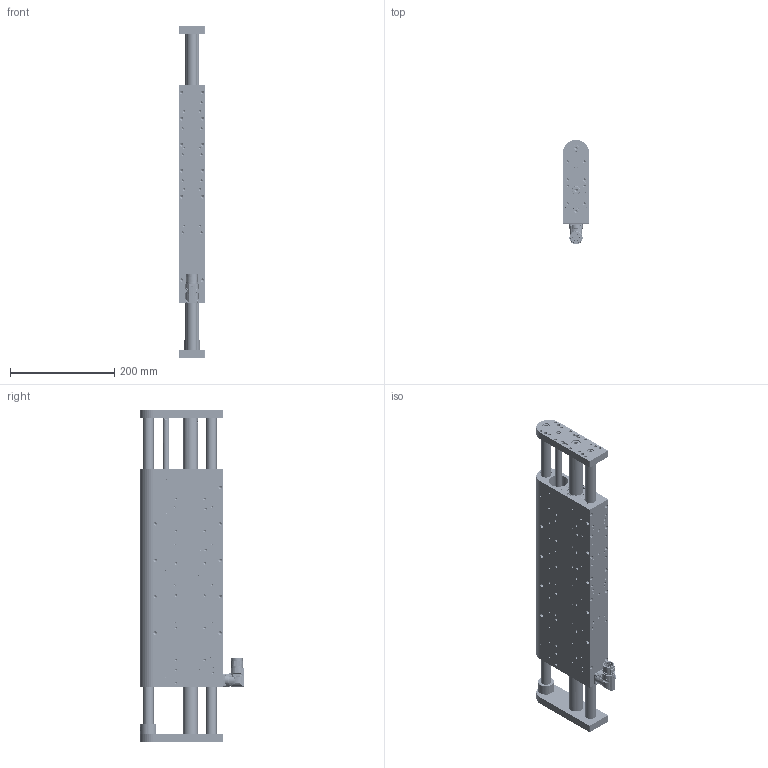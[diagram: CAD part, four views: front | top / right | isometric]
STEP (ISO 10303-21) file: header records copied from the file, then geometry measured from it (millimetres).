
FILE_DESCRIPTION (( 'STEP AP214' ), '1' );
FILE_NAME ('0186-2593_260310_DM03-48x360-HP-C-165_CS10_MSxx.STEP', '2026-03-10T08:53:14', ( '' ), ( '' ), 'SwSTEP 2.0', 'SolidWorks 2026', '' );
FILE_SCHEMA (( 'AUTOMOTIVE_DESIGN' ));
Length unit declared in the file: millimetre
Products named in the file (28): 0230-1198_Gew.-Stift_I-6kt_K-k_M6x6_v-b; DM03h-48x360F-HP-C_V1; 0180-2889_Z01k-SR-31x20x20; 147522_1; 0186-1539_PL01-28x620!570-HP-SF_PL01-28x620!570-HP-SF; 0180-2768_DM03k-48-V; 0186-1853_MS01-37x200-PR_MS01-R37x155; 0230-1138_Gew.-Stift_I-6kt_R-sch_M6x6_INOX; 0180-2696_DM01k-48-AGS; DL03-48x360-HP-C-165_MSxx; 0230-1116_Zyl.-Schr._I-6kt_M8x18_8.8_v-b; 0160-0624_Lins.-Schr_I-6rd_M2.5x12_INOX; 0230-1303_MS01k-5.1_M5x9; 0150-3081_MC01-Cw!m_GANZ; 0230-0332_Lins.-Schr_I-6rd_M2.5x6_INOX-Tuf; 0186-2593_260310_DM03-48x360-HP-C-165_CS10_MSxx; 0160-1885_PAW01-28-LF_PAW01-28; 0180-4398_DSB03k-48x419_V1; DL01h-20x14x...-2xM16_DL01h-20x14x612-2xM16; 0230-0192_Zyl.-Schr_I-6kt_n-K_M10x20_8.8_v-b; 0230-0692_Linearkugellager_LBBR 20-LS-LGFP; 0160-0063_PS01k-DA_8x18x2; 0186-0061_ML01-12x290!240_ML01-12x290!240; 0180-4129_DM03k-48-KAS; DM03h-48x360-HP-C-165; 0180-3182_DM03k-48-H-V2; 123742; 0230-0973_Gew.-Stift_I-6kt_R-sch_M6x6_INOX
Assembly tree (64 placements, depth 5):
  0186-2593_260310_DM03-48x360-HP-C-165_CS10_MSxx
    DM03h-48x360-HP-C-165
      DM03h-48x360F-HP-C_V1
        0180-4398_DSB03k-48x419_V1
        0180-4129_DM03k-48-KAS
        0230-0692_Linearkugellager_LBBR 20-LS-LGFP  x4
        0150-3081_MC01-Cw!m_GANZ
          123742
          147522_1
        0180-2696_DM01k-48-AGS
        0160-1885_PAW01-28-LF_PAW01-28  x2
        0230-1138_Gew.-Stift_I-6kt_R-sch_M6x6_INOX  x21
        0230-0332_Lins.-Schr_I-6rd_M2.5x6_INOX-Tuf  x2
        0160-0624_Lins.-Schr_I-6rd_M2.5x12_INOX  x2
        0230-1198_Gew.-Stift_I-6kt_K-k_M6x6_v-b  x8
        0160-0063_PS01k-DA_8x18x2
      0186-1853_MS01-37x200-PR_MS01-R37x155
    DL03-48x360-HP-C-165_MSxx
      0186-1539_PL01-28x620!570-HP-SF_PL01-28x620!570-HP-SF
      DL01h-20x14x...-2xM16_DL01h-20x14x612-2xM16  x2
      0180-3182_DM03k-48-H-V2
      0186-0061_ML01-12x290!240_ML01-12x290!240
      0230-1303_MS01k-5.1_M5x9
      0230-0192_Zyl.-Schr_I-6kt_n-K_M10x20_8.8_v-b
      0230-1116_Zyl.-Schr._I-6kt_M8x18_8.8_v-b  x4
      0180-2889_Z01k-SR-31x20x20
      0230-0973_Gew.-Stift_I-6kt_R-sch_M6x6_INOX
      0180-2768_DM03k-48-V
Bounding box: 50 x 199.62 x 638 mm (x, y, z)
Volume: 2869938.7 mm3; surface area: 680233.9 mm2
Topology: 65 solids, 65 shells, 4500 faces, 11150 edges, 6900 vertices
Faces by surface type: plane 1573, cylinder 1035, cone 977, bspline 808, torus 97, sphere 10
Full cylindrical faces by diameter (mm): 1 x10, 1.2 x5, 1.5 x5, 1.8 x5, 2 x8, 2.05 x4, 2.4 x2, 2.501 x24, 2.6 x4, 2.7 x4, 2.8 x5, 2.9 x4, 3 x1, 3.1 x50, 3.3 x10, 3.7 x1, 4.2 x4, 4.5 x4, 5 x86, 6 x151, 6.6 x6, 6.8 x26, 8 x53, 8.4 x4, 8.5 x2, 9 x1, 10 x16, 10.5 x1, 11 x6, 12 x2
Entity records: 147160 total; most frequent: CARTESIAN_POINT 63835, ORIENTED_EDGE 14482, DIRECTION 11392, EDGE_CURVE 7241, VERTEX_POINT 4884, AXIS2_PLACEMENT_3D 4166, EDGE_LOOP 4019, FACE_OUTER_BOUND 3459
